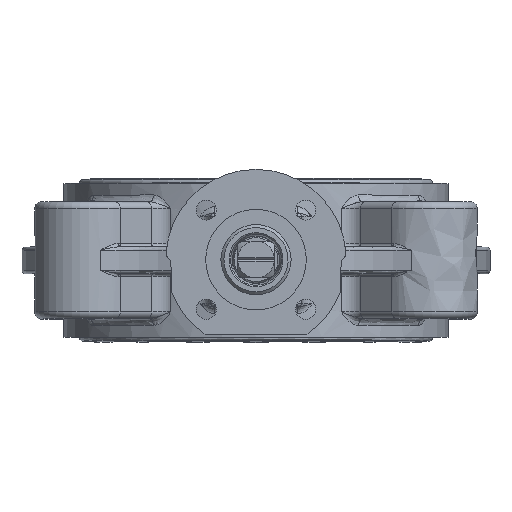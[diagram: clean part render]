
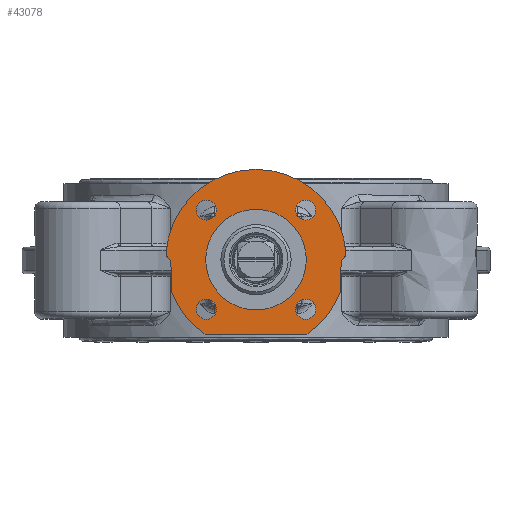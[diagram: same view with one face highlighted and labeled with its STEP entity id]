
A CAD part, top view. The second image highlights one B-rep face of the part: STEP entity #43078.
In plain terms, the highlighted planar face has unit normal (0, 0, 1).
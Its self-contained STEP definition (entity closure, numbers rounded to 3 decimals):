
#14846=CARTESIAN_POINT('',(25.158,-9.803,134.5));
#14847=VERTEX_POINT('',#14846);
#14848=CARTESIAN_POINT('',(14.925,-22.5,134.5));
#14849=VERTEX_POINT('',#14848);
#14850=CARTESIAN_POINT('',(0.,0.,134.5));
#14851=DIRECTION('',(0.0,0.0,-1.0));
#14852=DIRECTION('',(0.553,-0.833,0.0));
#14853=AXIS2_PLACEMENT_3D('',#14850,#14851,#14852);
#14854=CIRCLE('',#14853,27.);
#14855=EDGE_CURVE('',#14847,#14849,#14854,.T.);
#14888=CARTESIAN_POINT('',(25.461,-1.11,134.5));
#14889=VERTEX_POINT('',#14888);
#14890=CARTESIAN_POINT('',(25.461,-1.11,134.5));
#14891=DIRECTION('',(-0.035,-0.999,0.0));
#14892=VECTOR('',#14891,8.698);
#14893=LINE('',#14890,#14892);
#14894=EDGE_CURVE('',#14889,#14847,#14893,.T.);
#14940=CARTESIAN_POINT('',(26.193,0.368,134.5));
#14941=VERTEX_POINT('',#14940);
#14942=CARTESIAN_POINT('',(26.193,0.368,134.5));
#14943=CARTESIAN_POINT('',(26.074,0.271,134.5));
#14944=CARTESIAN_POINT('',(25.967,0.16,134.5));
#14945=CARTESIAN_POINT('',(25.78,-0.084,134.5));
#14946=CARTESIAN_POINT('',(25.701,-0.216,134.5));
#14947=CARTESIAN_POINT('',(25.53,-0.593,134.5));
#14948=CARTESIAN_POINT('',(25.47,-0.849,134.5));
#14949=CARTESIAN_POINT('',(25.461,-1.11,134.5));
#14950=B_SPLINE_CURVE_WITH_KNOTS('',3,(#14942,#14943,#14944,#14945,#14946,#14947,#14948,#14949),.UNSPECIFIED.,.F.,.U.,(4,2,2,4),(-0.17,-0.124,-0.078,0.0),.UNSPECIFIED.);
#14951=EDGE_CURVE('',#14941,#14889,#14950,.T.);
#41453=CARTESIAN_POINT('',(-14.925,-22.5,134.5));
#41454=VERTEX_POINT('',#41453);
#41455=CARTESIAN_POINT('',(14.925,-22.5,134.5));
#41456=DIRECTION('',(-1.0,0.0,0.0));
#41457=VECTOR('',#41456,29.85);
#41458=LINE('',#41455,#41457);
#41459=EDGE_CURVE('',#14849,#41454,#41458,.T.);
#41497=CARTESIAN_POINT('',(-25.158,-9.803,134.5));
#41498=VERTEX_POINT('',#41497);
#41499=CARTESIAN_POINT('',(0.,0.,134.5));
#41500=DIRECTION('',(0.0,0.0,-1.0));
#41501=DIRECTION('',(-0.932,-0.363,0.0));
#41502=AXIS2_PLACEMENT_3D('',#41499,#41500,#41501);
#41503=CIRCLE('',#41502,27.0);
#41504=EDGE_CURVE('',#41454,#41498,#41503,.T.);
#42838=CARTESIAN_POINT('',(26.921,2.069,134.5));
#42839=VERTEX_POINT('',#42838);
#42840=CARTESIAN_POINT('',(26.921,2.069,134.5));
#42841=CARTESIAN_POINT('',(26.935,1.879,134.5));
#42842=CARTESIAN_POINT('',(26.923,1.687,134.5));
#42843=CARTESIAN_POINT('',(26.843,1.313,134.5));
#42844=CARTESIAN_POINT('',(26.777,1.133,134.5));
#42845=CARTESIAN_POINT('',(26.562,0.736,134.5));
#42846=CARTESIAN_POINT('',(26.395,0.533,134.5));
#42847=CARTESIAN_POINT('',(26.193,0.368,134.5));
#42848=B_SPLINE_CURVE_WITH_KNOTS('',3,(#42840,#42841,#42842,#42843,#42844,#42845,#42846,#42847),.UNSPECIFIED.,.F.,.U.,(4,2,2,4),(-0.193,-0.135,-0.078,0.),.UNSPECIFIED.);
#42849=EDGE_CURVE('',#42839,#14941,#42848,.T.);
#42868=CARTESIAN_POINT('',(-26.921,2.069,134.5));
#42869=VERTEX_POINT('',#42868);
#42870=CARTESIAN_POINT('',(0.,0.,134.5));
#42871=DIRECTION('',(0.0,0.0,-1.0));
#42872=DIRECTION('',(1.0,0.0,0.0));
#42873=AXIS2_PLACEMENT_3D('',#42870,#42871,#42872);
#42874=CIRCLE('',#42873,27.0);
#42875=EDGE_CURVE('',#42869,#42839,#42874,.T.);
#42914=CARTESIAN_POINT('',(-26.193,0.368,134.5));
#42915=VERTEX_POINT('',#42914);
#42916=CARTESIAN_POINT('',(-26.193,0.368,134.5));
#42917=CARTESIAN_POINT('',(-26.341,0.489,134.5));
#42918=CARTESIAN_POINT('',(-26.471,0.631,134.5));
#42919=CARTESIAN_POINT('',(-26.686,0.947,134.5));
#42920=CARTESIAN_POINT('',(-26.771,1.119,134.5));
#42921=CARTESIAN_POINT('',(-26.91,1.549,134.5));
#42922=CARTESIAN_POINT('',(-26.941,1.81,134.5));
#42923=CARTESIAN_POINT('',(-26.921,2.069,134.5));
#42924=B_SPLINE_CURVE_WITH_KNOTS('',3,(#42916,#42917,#42918,#42919,#42920,#42921,#42922,#42923),.UNSPECIFIED.,.F.,.U.,(4,2,2,4),(-0.193,-0.135,-0.078,0.0),.UNSPECIFIED.);
#42925=EDGE_CURVE('',#42915,#42869,#42924,.T.);
#42964=CARTESIAN_POINT('',(-25.461,-1.11,134.5));
#42965=VERTEX_POINT('',#42964);
#42966=CARTESIAN_POINT('',(-25.461,-1.11,134.5));
#42967=CARTESIAN_POINT('',(-25.467,-0.956,134.5));
#42968=CARTESIAN_POINT('',(-25.49,-0.803,134.5));
#42969=CARTESIAN_POINT('',(-25.57,-0.507,134.5));
#42970=CARTESIAN_POINT('',(-25.627,-0.364,134.5));
#42971=CARTESIAN_POINT('',(-25.824,0.001,134.5));
#42972=CARTESIAN_POINT('',(-25.992,0.203,134.5));
#42973=CARTESIAN_POINT('',(-26.193,0.368,134.5));
#42974=B_SPLINE_CURVE_WITH_KNOTS('',3,(#42966,#42967,#42968,#42969,#42970,#42971,#42972,#42973),.UNSPECIFIED.,.F.,.U.,(4,2,2,4),(-0.17,-0.124,-0.078,0.0),.UNSPECIFIED.);
#42975=EDGE_CURVE('',#42965,#42915,#42974,.T.);
#42994=CARTESIAN_POINT('',(-25.158,-9.803,134.5));
#42995=DIRECTION('',(-0.035,0.999,0.0));
#42996=VECTOR('',#42995,8.698);
#42997=LINE('',#42994,#42996);
#42998=EDGE_CURVE('',#41498,#42965,#42997,.T.);
#43006=CARTESIAN_POINT('',(-70.001,27.001,134.5));
#43007=DIRECTION('',(0.0,0.0,-1.0));
#43008=DIRECTION('',(-1.0,0.0,0.0));
#43009=AXIS2_PLACEMENT_3D('',#43006,#43007,#43008);
#43010=PLANE('',#43009);
#43011=ORIENTED_EDGE('',*,*,#14951,.F.);
#43012=ORIENTED_EDGE('',*,*,#42849,.F.);
#43013=ORIENTED_EDGE('',*,*,#42875,.F.);
#43014=ORIENTED_EDGE('',*,*,#42925,.F.);
#43015=ORIENTED_EDGE('',*,*,#42975,.F.);
#43016=ORIENTED_EDGE('',*,*,#42998,.F.);
#43017=ORIENTED_EDGE('',*,*,#41504,.F.);
#43018=ORIENTED_EDGE('',*,*,#41459,.F.);
#43019=ORIENTED_EDGE('',*,*,#14855,.F.);
#43020=ORIENTED_EDGE('',*,*,#14894,.F.);
#43021=EDGE_LOOP('',(#43011,#43012,#43013,#43014,#43015,#43016,#43017,#43018,#43019,#43020));
#43022=FACE_OUTER_BOUND('',#43021,.T.);
#43023=CARTESIAN_POINT('',(-17.849,-14.849,134.5));
#43024=VERTEX_POINT('',#43023);
#43025=CARTESIAN_POINT('',(-14.849,-14.849,134.5));
#43026=DIRECTION('',(0.0,0.0,-1.0));
#43027=DIRECTION('',(-1.0,0.0,0.0));
#43028=AXIS2_PLACEMENT_3D('',#43025,#43026,#43027);
#43029=CIRCLE('',#43028,3.);
#43030=EDGE_CURVE('',#43024,#43024,#43029,.T.);
#43031=ORIENTED_EDGE('',*,*,#43030,.T.);
#43032=EDGE_LOOP('',(#43031));
#43033=FACE_BOUND('',#43032,.T.);
#43034=CARTESIAN_POINT('',(-14.849,17.849,134.5));
#43035=VERTEX_POINT('',#43034);
#43036=CARTESIAN_POINT('',(-14.849,14.849,134.5));
#43037=DIRECTION('',(0.0,0.0,-1.0));
#43038=DIRECTION('',(0.0,1.0,0.0));
#43039=AXIS2_PLACEMENT_3D('',#43036,#43037,#43038);
#43040=CIRCLE('',#43039,3.);
#43041=EDGE_CURVE('',#43035,#43035,#43040,.T.);
#43042=ORIENTED_EDGE('',*,*,#43041,.T.);
#43043=EDGE_LOOP('',(#43042));
#43044=FACE_BOUND('',#43043,.T.);
#43045=CARTESIAN_POINT('',(14.849,-17.849,134.5));
#43046=VERTEX_POINT('',#43045);
#43047=CARTESIAN_POINT('',(14.849,-14.849,134.5));
#43048=DIRECTION('',(0.0,0.0,-1.0));
#43049=DIRECTION('',(0.0,-1.0,0.0));
#43050=AXIS2_PLACEMENT_3D('',#43047,#43048,#43049);
#43051=CIRCLE('',#43050,3.);
#43052=EDGE_CURVE('',#43046,#43046,#43051,.T.);
#43053=ORIENTED_EDGE('',*,*,#43052,.T.);
#43054=EDGE_LOOP('',(#43053));
#43055=FACE_BOUND('',#43054,.T.);
#43056=CARTESIAN_POINT('',(17.849,14.849,134.5));
#43057=VERTEX_POINT('',#43056);
#43058=CARTESIAN_POINT('',(14.849,14.849,134.5));
#43059=DIRECTION('',(0.0,0.0,-1.0));
#43060=DIRECTION('',(1.0,0.0,0.0));
#43061=AXIS2_PLACEMENT_3D('',#43058,#43059,#43060);
#43062=CIRCLE('',#43061,3.);
#43063=EDGE_CURVE('',#43057,#43057,#43062,.T.);
#43064=ORIENTED_EDGE('',*,*,#43063,.T.);
#43065=EDGE_LOOP('',(#43064));
#43066=FACE_BOUND('',#43065,.T.);
#43067=CARTESIAN_POINT('',(15.05,0.,134.5));
#43068=VERTEX_POINT('',#43067);
#43069=CARTESIAN_POINT('',(0.,0.,134.5));
#43070=DIRECTION('',(0.0,0.0,-1.0));
#43071=DIRECTION('',(1.0,0.0,0.0));
#43072=AXIS2_PLACEMENT_3D('',#43069,#43070,#43071);
#43073=CIRCLE('',#43072,15.05);
#43074=EDGE_CURVE('',#43068,#43068,#43073,.T.);
#43075=ORIENTED_EDGE('',*,*,#43074,.T.);
#43076=EDGE_LOOP('',(#43075));
#43077=FACE_BOUND('',#43076,.T.);
#43078=ADVANCED_FACE('',(#43022,#43033,#43044,#43055,#43066,#43077),#43010,.F.);
